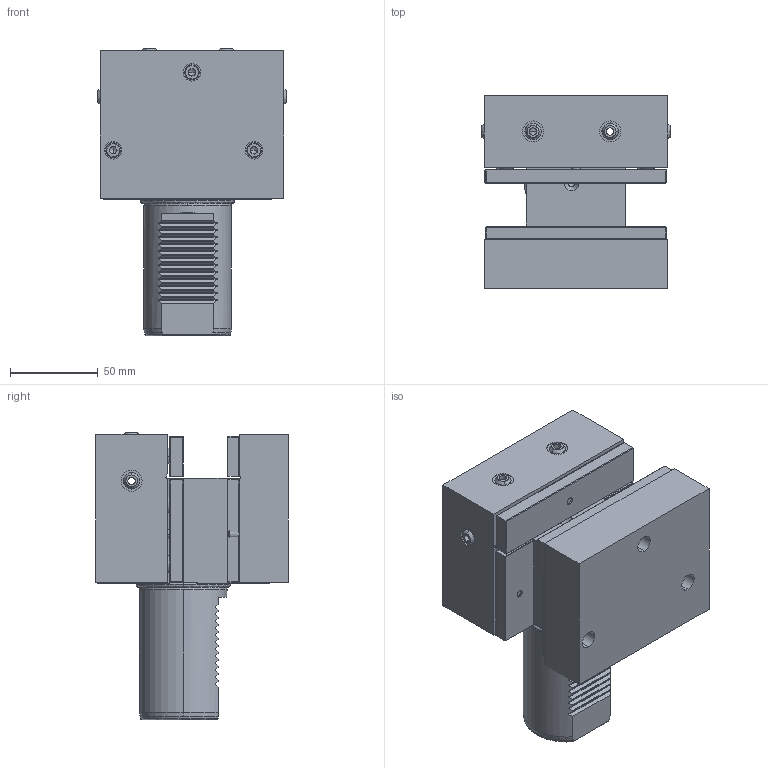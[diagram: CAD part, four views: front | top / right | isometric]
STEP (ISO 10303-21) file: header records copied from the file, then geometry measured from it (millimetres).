
FILE_DESCRIPTION (( 'STEP AP203' ), '1' );
FILE_NAME ('D2-50X32X85.STEP', '2018-12-18T03:56:33', ( '' ), ( '' ), 'SwSTEP 2.0', 'SolidWorks 2017', '' );
FILE_SCHEMA (( 'CONFIG_CONTROL_DESIGN' ));
Length unit declared in the file: inch
Products named in the file (1): D2-50X32X85
Bounding box: 107.6 x 110 x 164.3 mm (x, y, z)
Volume: 939520.5 mm3; surface area: 143776.5 mm2
Topology: 31 solids, 31 shells, 678 faces, 1713 edges, 1080 vertices
Faces by surface type: plane 374, cylinder 174, cone 79, bspline 51
Entity records: 30634 total; most frequent: CARTESIAN_POINT 14578, ORIENTED_EDGE 3326, DIRECTION 3290, EDGE_CURVE 1663, AXIS2_PLACEMENT_3D 1170, VERTEX_POINT 1080, LINE 950, VECTOR 950
